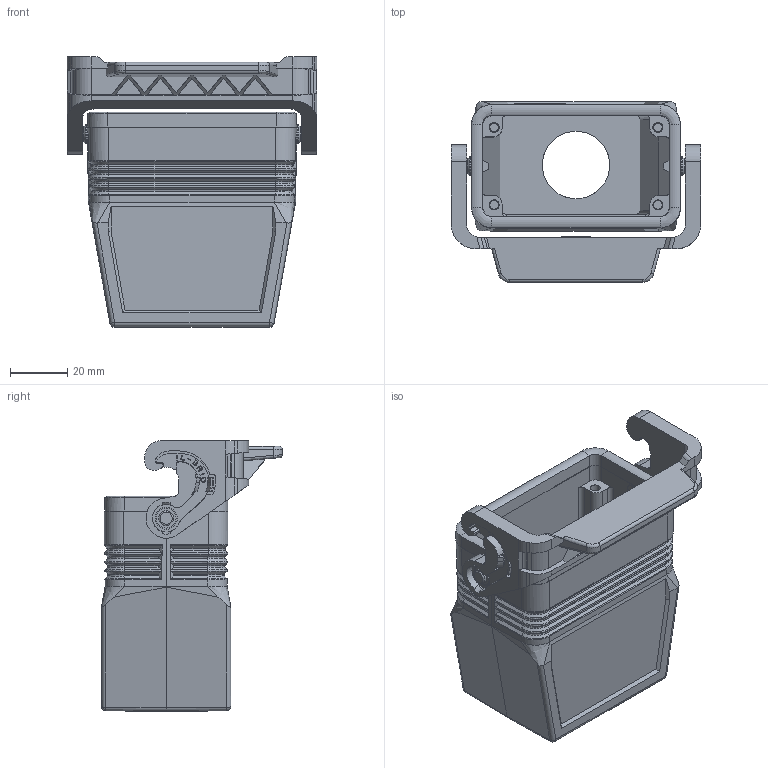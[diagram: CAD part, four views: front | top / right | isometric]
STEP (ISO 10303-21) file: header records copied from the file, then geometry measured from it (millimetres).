
FILE_DESCRIPTION(('Creo Elements/Direct Modeling STEP Export'),'2;1');
FILE_NAME('37jbk2e5pl5suls4548','2023-03-10T11:51:53',(''),(''),'Creo Elements/Direct Modeling STEP processor for AP214 (Solid Model)','Creo Elements/Direct Modeling 20.1B 02-Apr-2019 (C) Parametric Technology GmbH','');
FILE_SCHEMA(('AUTOMOTIVE_DESIGN { 1 0 10303 214 1 1 1 1 }'));
Products named in the file (3): MLFV 10 LG32; MLFV 10 LG25
Assembly tree (2 placements, depth 3):
  MLFV 10 LG25
    MLFV 10 LG32
      MLFV 10 LG32
Bounding box: 87 x 63 x 94.25 mm (x, y, z)
Volume: 88777.3 mm3; surface area: 46078.2 mm2
Topology: 1 solids, 1 shells, 1215 faces, 3192 edges, 2027 vertices
Faces by surface type: plane 708, cylinder 305, bspline 102, torus 46, extrusion 28, cone 22, sphere 4
Entity records: 70506 total; most frequent: CARTESIAN_POINT 31986, ORIENTED_EDGE 6376, DIRECTION 5499, EDGE_CURVE 3188, VECTOR 2207, LINE 2179, VERTEX_POINT 2027, AXIS2_PLACEMENT_3D 1646
